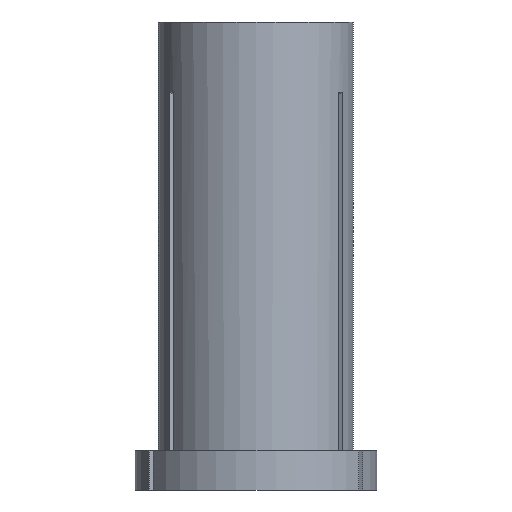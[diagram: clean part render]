
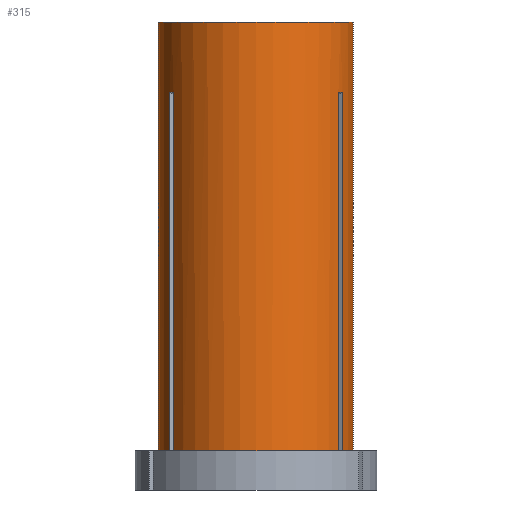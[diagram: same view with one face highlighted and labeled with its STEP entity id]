
A CAD part, front view. The second image highlights one B-rep face of the part: STEP entity #315.
In plain terms, the highlighted cylindrical face has radius 12.5 mm (diameter 25 mm), a partial arc.
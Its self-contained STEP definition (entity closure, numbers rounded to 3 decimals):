
#1 = DIRECTION ( 'NONE',  ( 0., 0., 1. ) ) ;
#16 = FACE_OUTER_BOUND ( 'NONE', #445, .T. ) ;
#23 = EDGE_CURVE ( 'NONE', #505, #946, #249, .T. ) ;
#36 = EDGE_CURVE ( 'NONE', #505, #931, #313, .T. ) ;
#39 = CARTESIAN_POINT ( 'NONE',  ( 12.5, 0., 0. ) ) ;
#40 = VERTEX_POINT ( 'NONE', #734 ) ;
#41 = CARTESIAN_POINT ( 'NONE',  ( 10.567, -6.678, -9.004 ) ) ;
#64 = CARTESIAN_POINT ( 'NONE',  ( -10.656, -6.537, -9.001 ) ) ;
#69 = DIRECTION ( 'NONE',  ( 1., 0., 0. ) ) ;
#95 = ORIENTED_EDGE ( 'NONE', *, *, #1110, .T. ) ;
#96 = LINE ( 'NONE', #39, #572 ) ;
#144 = ORIENTED_EDGE ( 'NONE', *, *, #1092, .T. ) ;
#154 = VERTEX_POINT ( 'NONE', #714 ) ;
#155 = ORIENTED_EDGE ( 'NONE', *, *, #746, .T. ) ;
#183 = EDGE_CURVE ( 'NONE', #931, #154, #502, .T. ) ;
#204 = AXIS2_PLACEMENT_3D ( 'NONE', #567, #648, #653 ) ;
#218 = CARTESIAN_POINT ( 'NONE',  ( 0., 0., -55. ) ) ;
#229 = CARTESIAN_POINT ( 'NONE',  ( -12.5, 0., -55. ) ) ;
#249 = CIRCLE ( 'NONE', #451, 12.5 ) ;
#256 = CARTESIAN_POINT ( 'NONE',  ( -11.067, -5.812, -55. ) ) ;
#266 = VECTOR ( 'NONE', #742, 1000. ) ;
#278 = B_SPLINE_CURVE_WITH_KNOTS ( 'NONE', 3,
 ( #480, #1315, #582, #64, #687 ),
 .UNSPECIFIED., .F., .F.,
 ( 4, 1, 4 ),
 ( 0.072, 0.072, 0.073 ),
 .UNSPECIFIED. ) ;
#293 = DIRECTION ( 'NONE',  ( 0., 0., 1. ) ) ;
#310 = LINE ( 'NONE', #759, #863 ) ;
#313 = LINE ( 'NONE', #705, #266 ) ;
#315 = ADVANCED_FACE ( 'NONE', ( #16 ), #1108, .T. ) ;
#321 = CARTESIAN_POINT ( 'NONE',  ( -10.567, -6.678, -55. ) ) ;
#327 = CARTESIAN_POINT ( 'NONE',  ( -11.067, -5.812, -9.004 ) ) ;
#351 = CARTESIAN_POINT ( 'NONE',  ( 11.067, -5.812, 0. ) ) ;
#386 = B_SPLINE_CURVE_WITH_KNOTS ( 'NONE', 3,
 ( #1158, #781, #1077, #782, #884 ),
 .UNSPECIFIED., .F., .F.,
 ( 4, 1, 4 ),
 ( 0.079, 0.079, 0.08 ),
 .UNSPECIFIED. ) ;
#416 = DIRECTION ( 'NONE',  ( 0., 0., 1. ) ) ;
#427 = CARTESIAN_POINT ( 'NONE',  ( 11.067, -5.812, -9.004 ) ) ;
#441 = VERTEX_POINT ( 'NONE', #427 ) ;
#445 = EDGE_LOOP ( 'NONE', ( #721, #1358, #1164, #144, #711, #155, #95, #871, #899, #1366, #580, #446 ) ) ;
#446 = ORIENTED_EDGE ( 'NONE', *, *, #183, .F. ) ;
#451 = AXIS2_PLACEMENT_3D ( 'NONE', #218, #293, #621 ) ;
#480 = CARTESIAN_POINT ( 'NONE',  ( -11.067, -5.812, -9.004 ) ) ;
#493 = DIRECTION ( 'NONE',  ( 0., 0., 1. ) ) ;
#502 = CIRCLE ( 'NONE', #1277, 12.5 ) ;
#505 = VERTEX_POINT ( 'NONE', #229 ) ;
#510 = AXIS2_PLACEMENT_3D ( 'NONE', #586, #670, #583 ) ;
#540 = VECTOR ( 'NONE', #547, 1000. ) ;
#541 = VERTEX_POINT ( 'NONE', #321 ) ;
#547 = DIRECTION ( 'NONE',  ( 0., 0., 1. ) ) ;
#548 = EDGE_CURVE ( 'NONE', #541, #987, #1217, .T. ) ;
#567 = CARTESIAN_POINT ( 'NONE',  ( 0., 0., -55. ) ) ;
#572 = VECTOR ( 'NONE', #1182, 1000. ) ;
#580 = ORIENTED_EDGE ( 'NONE', *, *, #851, .T. ) ;
#582 = CARTESIAN_POINT ( 'NONE',  ( -10.828, -6.252, -8.999 ) ) ;
#583 = DIRECTION ( 'NONE',  ( 1., 0., 0. ) ) ;
#586 = CARTESIAN_POINT ( 'NONE',  ( 0., 0., -55. ) ) ;
#593 = EDGE_CURVE ( 'NONE', #946, #660, #310, .T. ) ;
#595 = CARTESIAN_POINT ( 'NONE',  ( 0., 0., 0. ) ) ;
#597 = CIRCLE ( 'NONE', #510, 12.5 ) ;
#621 = DIRECTION ( 'NONE',  ( 1., 0., 0. ) ) ;
#624 = CARTESIAN_POINT ( 'NONE',  ( -10.567, -6.678, 0. ) ) ;
#648 = DIRECTION ( 'NONE',  ( 0., 0., 1. ) ) ;
#653 = DIRECTION ( 'NONE',  ( 1., 0., 0. ) ) ;
#660 = VERTEX_POINT ( 'NONE', #327 ) ;
#670 = DIRECTION ( 'NONE',  ( 0., 0., 1. ) ) ;
#682 = EDGE_CURVE ( 'NONE', #692, #441, #386, .T. ) ;
#687 = CARTESIAN_POINT ( 'NONE',  ( -10.567, -6.678, -9.004 ) ) ;
#692 = VERTEX_POINT ( 'NONE', #41 ) ;
#705 = CARTESIAN_POINT ( 'NONE',  ( -12.5, 0., 0. ) ) ;
#711 = ORIENTED_EDGE ( 'NONE', *, *, #548, .F. ) ;
#714 = CARTESIAN_POINT ( 'NONE',  ( 12.5, 0., 0. ) ) ;
#721 = ORIENTED_EDGE ( 'NONE', *, *, #36, .F. ) ;
#734 = CARTESIAN_POINT ( 'NONE',  ( 12.5, 0., -55. ) ) ;
#742 = DIRECTION ( 'NONE',  ( 0., 0., 1. ) ) ;
#746 = EDGE_CURVE ( 'NONE', #541, #771, #1227, .T. ) ;
#759 = CARTESIAN_POINT ( 'NONE',  ( -11.067, -5.812, 0. ) ) ;
#765 = CARTESIAN_POINT ( 'NONE',  ( 10.567, -6.678, -55. ) ) ;
#771 = VERTEX_POINT ( 'NONE', #765 ) ;
#773 = DIRECTION ( 'NONE',  ( 0., 0., 1. ) ) ;
#781 = CARTESIAN_POINT ( 'NONE',  ( 10.656, -6.536, -9.001 ) ) ;
#782 = CARTESIAN_POINT ( 'NONE',  ( 10.989, -5.959, -9.001 ) ) ;
#842 = LINE ( 'NONE', #351, #540 ) ;
#851 = EDGE_CURVE ( 'NONE', #40, #154, #96, .T. ) ;
#860 = VECTOR ( 'NONE', #1014, 1000. ) ;
#863 = VECTOR ( 'NONE', #773, 1000. ) ;
#871 = ORIENTED_EDGE ( 'NONE', *, *, #682, .T. ) ;
#874 = EDGE_CURVE ( 'NONE', #1245, #441, #842, .T. ) ;
#884 = CARTESIAN_POINT ( 'NONE',  ( 11.067, -5.812, -9.004 ) ) ;
#885 = AXIS2_PLACEMENT_3D ( 'NONE', #906, #1, #912 ) ;
#895 = VECTOR ( 'NONE', #416, 1000. ) ;
#899 = ORIENTED_EDGE ( 'NONE', *, *, #874, .F. ) ;
#906 = CARTESIAN_POINT ( 'NONE',  ( 0., 0., 0. ) ) ;
#912 = DIRECTION ( 'NONE',  ( 1., 0., 0. ) ) ;
#931 = VERTEX_POINT ( 'NONE', #1267 ) ;
#946 = VERTEX_POINT ( 'NONE', #256 ) ;
#987 = VERTEX_POINT ( 'NONE', #1076 ) ;
#1014 = DIRECTION ( 'NONE',  ( 0., 0., 1. ) ) ;
#1067 = CARTESIAN_POINT ( 'NONE',  ( 11.067, -5.812, -55. ) ) ;
#1076 = CARTESIAN_POINT ( 'NONE',  ( -10.567, -6.678, -9.004 ) ) ;
#1077 = CARTESIAN_POINT ( 'NONE',  ( 10.829, -6.25, -8.999 ) ) ;
#1092 = EDGE_CURVE ( 'NONE', #660, #987, #278, .T. ) ;
#1108 = CYLINDRICAL_SURFACE ( 'NONE', #885, 12.5 ) ;
#1109 = CARTESIAN_POINT ( 'NONE',  ( 10.567, -6.678, 0. ) ) ;
#1110 = EDGE_CURVE ( 'NONE', #771, #692, #1123, .T. ) ;
#1123 = LINE ( 'NONE', #1109, #860 ) ;
#1158 = CARTESIAN_POINT ( 'NONE',  ( 10.567, -6.678, -9.004 ) ) ;
#1164 = ORIENTED_EDGE ( 'NONE', *, *, #593, .T. ) ;
#1182 = DIRECTION ( 'NONE',  ( 0., 0., 1. ) ) ;
#1217 = LINE ( 'NONE', #624, #895 ) ;
#1227 = CIRCLE ( 'NONE', #204, 12.5 ) ;
#1245 = VERTEX_POINT ( 'NONE', #1067 ) ;
#1267 = CARTESIAN_POINT ( 'NONE',  ( -12.5, 0., 0. ) ) ;
#1277 = AXIS2_PLACEMENT_3D ( 'NONE', #595, #493, #69 ) ;
#1295 = EDGE_CURVE ( 'NONE', #1245, #40, #597, .T. ) ;
#1315 = CARTESIAN_POINT ( 'NONE',  ( -10.989, -5.96, -9.001 ) ) ;
#1358 = ORIENTED_EDGE ( 'NONE', *, *, #23, .T. ) ;
#1366 = ORIENTED_EDGE ( 'NONE', *, *, #1295, .T. ) ;
